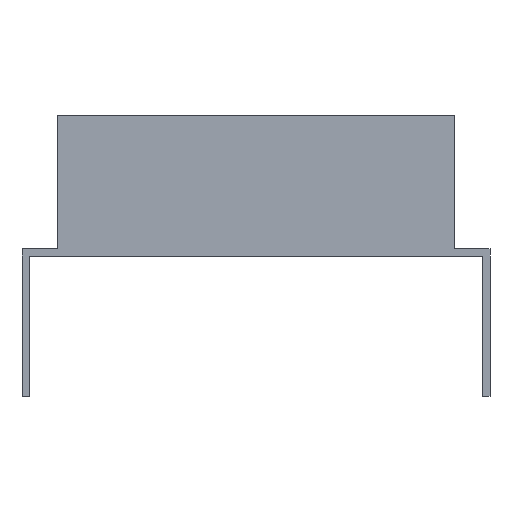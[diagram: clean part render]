
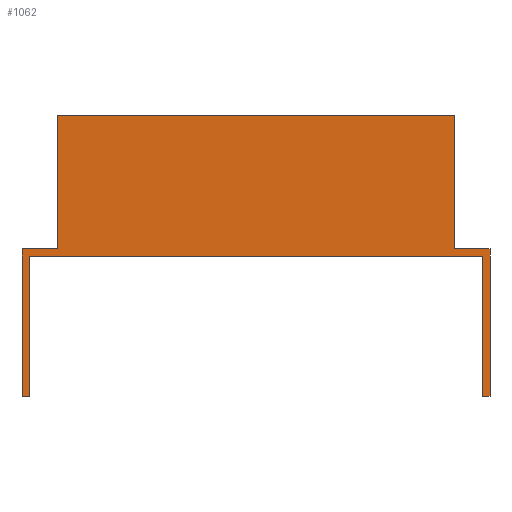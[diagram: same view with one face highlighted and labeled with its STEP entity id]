
A CAD part, front view. The second image highlights one B-rep face of the part: STEP entity #1062.
In plain terms, the highlighted planar face has unit normal (0, -1, 0).
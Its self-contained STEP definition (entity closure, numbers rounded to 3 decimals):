
#104=FACE_OUTER_BOUND('',#162,.T.);
#162=EDGE_LOOP('',(#951,#952,#953,#954,#955,#956,#957,#958,#959,#960,#961,
#962));
#166=LINE('',#1454,#292);
#168=LINE('',#1458,#294);
#182=LINE('',#1486,#308);
#184=LINE('',#1491,#310);
#186=LINE('',#1494,#312);
#276=LINE('',#1724,#402);
#279=LINE('',#1729,#405);
#281=LINE('',#1733,#407);
#283=LINE('',#1736,#409);
#284=LINE('',#1739,#410);
#286=LINE('',#1743,#412);
#288=LINE('',#1746,#414);
#292=VECTOR('',#1168,10.);
#294=VECTOR('',#1172,10.);
#308=VECTOR('',#1188,10.);
#310=VECTOR('',#1192,10.);
#312=VECTOR('',#1196,10.);
#402=VECTOR('',#1418,10.);
#405=VECTOR('',#1423,10.);
#407=VECTOR('',#1427,10.);
#409=VECTOR('',#1431,10.);
#410=VECTOR('',#1434,10.);
#412=VECTOR('',#1438,10.);
#414=VECTOR('',#1442,10.);
#415=VERTEX_POINT('',#1447);
#418=VERTEX_POINT('',#1452);
#419=VERTEX_POINT('',#1456);
#432=VERTEX_POINT('',#1484);
#433=VERTEX_POINT('',#1488);
#434=VERTEX_POINT('',#1490);
#507=VERTEX_POINT('',#1722);
#508=VERTEX_POINT('',#1723);
#509=VERTEX_POINT('',#1728);
#510=VERTEX_POINT('',#1732);
#511=VERTEX_POINT('',#1738);
#512=VERTEX_POINT('',#1742);
#516=EDGE_CURVE('',#415,#418,#166,.T.);
#518=EDGE_CURVE('',#418,#419,#168,.T.);
#532=EDGE_CURVE('',#432,#419,#182,.T.);
#534=EDGE_CURVE('',#433,#434,#184,.T.);
#536=EDGE_CURVE('',#434,#432,#186,.T.);
#650=EDGE_CURVE('',#507,#508,#276,.T.);
#653=EDGE_CURVE('',#509,#507,#279,.T.);
#655=EDGE_CURVE('',#510,#509,#281,.T.);
#657=EDGE_CURVE('',#510,#415,#283,.T.);
#658=EDGE_CURVE('',#511,#433,#284,.T.);
#660=EDGE_CURVE('',#512,#511,#286,.T.);
#662=EDGE_CURVE('',#508,#512,#288,.T.);
#951=ORIENTED_EDGE('',*,*,#662,.F.);
#952=ORIENTED_EDGE('',*,*,#650,.F.);
#953=ORIENTED_EDGE('',*,*,#653,.F.);
#954=ORIENTED_EDGE('',*,*,#655,.F.);
#955=ORIENTED_EDGE('',*,*,#657,.T.);
#956=ORIENTED_EDGE('',*,*,#516,.T.);
#957=ORIENTED_EDGE('',*,*,#518,.T.);
#958=ORIENTED_EDGE('',*,*,#532,.F.);
#959=ORIENTED_EDGE('',*,*,#536,.F.);
#960=ORIENTED_EDGE('',*,*,#534,.F.);
#961=ORIENTED_EDGE('',*,*,#658,.F.);
#962=ORIENTED_EDGE('',*,*,#660,.F.);
#1008=PLANE('',#1160);
#1062=ADVANCED_FACE('',(#104),#1008,.F.);
#1160=AXIS2_PLACEMENT_3D('',#1747,#1443,#1444);
#1168=DIRECTION('',(1.,0.,0.));
#1172=DIRECTION('',(0.,0.,1.));
#1188=DIRECTION('',(-1.,0.,0.));
#1192=DIRECTION('',(-1.,0.,0.));
#1196=DIRECTION('',(0.,0.,1.));
#1418=DIRECTION('',(1.,0.,0.));
#1423=DIRECTION('',(0.,0.,1.));
#1427=DIRECTION('',(1.,0.,0.));
#1431=DIRECTION('',(0.,0.,-1.));
#1434=DIRECTION('',(0.,0.,-1.));
#1438=DIRECTION('',(1.,0.,0.));
#1442=DIRECTION('',(0.,0.,-1.));
#1443=DIRECTION('center_axis',(0.,1.,0.));
#1444=DIRECTION('ref_axis',(0.,0.,1.));
#1447=CARTESIAN_POINT('',(-100.,0.,-90.));
#1452=CARTESIAN_POINT('',(-97.,0.,-90.));
#1454=CARTESIAN_POINT('',(-100.,0.,-90.));
#1456=CARTESIAN_POINT('',(-97.,0.,-30.));
#1458=CARTESIAN_POINT('',(-97.,0.,-30.));
#1484=CARTESIAN_POINT('',(97.,0.,-30.));
#1486=CARTESIAN_POINT('',(85.,0.,-30.));
#1488=CARTESIAN_POINT('',(100.,0.,-90.));
#1490=CARTESIAN_POINT('',(97.,0.,-90.));
#1491=CARTESIAN_POINT('',(100.,0.,-90.));
#1494=CARTESIAN_POINT('',(97.,0.,-30.));
#1722=CARTESIAN_POINT('',(-85.,0.,30.));
#1723=CARTESIAN_POINT('',(85.,0.,30.));
#1724=CARTESIAN_POINT('',(-85.,0.,30.));
#1728=CARTESIAN_POINT('',(-85.,0.,-27.));
#1729=CARTESIAN_POINT('',(-85.,0.,-30.));
#1732=CARTESIAN_POINT('',(-100.,0.,-27.));
#1733=CARTESIAN_POINT('',(-100.,0.,-27.));
#1736=CARTESIAN_POINT('',(-100.,0.,-30.));
#1738=CARTESIAN_POINT('',(100.,0.,-27.));
#1739=CARTESIAN_POINT('',(100.,0.,-27.));
#1742=CARTESIAN_POINT('',(85.,0.,-27.));
#1743=CARTESIAN_POINT('',(85.,0.,-27.));
#1746=CARTESIAN_POINT('',(85.,0.,30.));
#1747=CARTESIAN_POINT('Origin',(0.,0.,0.));
